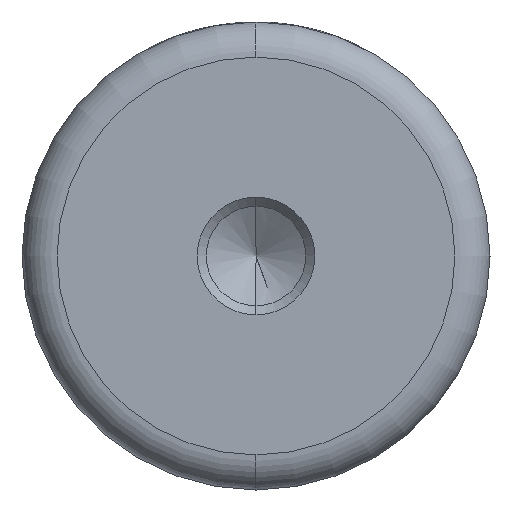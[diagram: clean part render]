
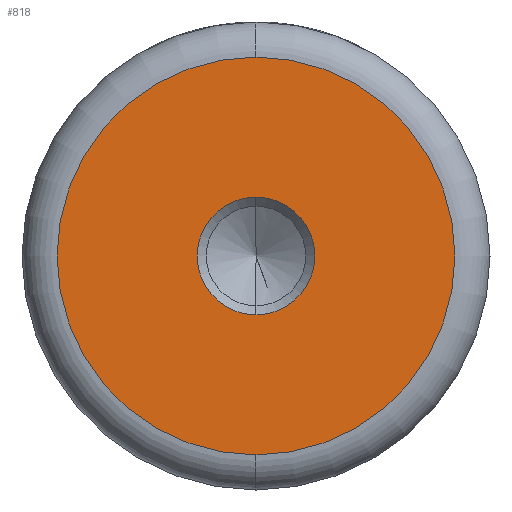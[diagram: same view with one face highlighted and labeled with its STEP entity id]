
A CAD part, left-side view. The second image highlights one B-rep face of the part: STEP entity #818.
In plain terms, the highlighted planar face has unit normal (-1, 0, 0).
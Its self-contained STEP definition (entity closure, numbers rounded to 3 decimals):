
#75 = ORIENTED_EDGE ( 'NONE', *, *, #995, .T. ) ;
#77 = CARTESIAN_POINT ( 'NONE',  ( 0., 0., 0. ) ) ;
#84 = DIRECTION ( 'NONE',  ( -1., 0., 0. ) ) ;
#91 = EDGE_LOOP ( 'NONE', ( #75, #726 ) ) ;
#131 = CARTESIAN_POINT ( 'NONE',  ( 0., 0., -17. ) ) ;
#175 = EDGE_CURVE ( 'NONE', #714, #904, #1164, .T. ) ;
#197 = DIRECTION ( 'NONE',  ( 0., 0., 1. ) ) ;
#219 = AXIS2_PLACEMENT_3D ( 'NONE', #535, #1306, #646 ) ;
#249 = EDGE_LOOP ( 'NONE', ( #602, #1249 ) ) ;
#280 = CIRCLE ( 'NONE', #219, 17. ) ;
#316 = CIRCLE ( 'NONE', #452, 17. ) ;
#332 = CARTESIAN_POINT ( 'NONE',  ( 0., 0., 0. ) ) ;
#350 = CARTESIAN_POINT ( 'NONE',  ( 0., 0., -5.025 ) ) ;
#439 = DIRECTION ( 'NONE',  ( 0., 0., 1. ) ) ;
#452 = AXIS2_PLACEMENT_3D ( 'NONE', #77, #864, #197 ) ;
#463 = FACE_OUTER_BOUND ( 'NONE', #91, .T. ) ;
#475 = CIRCLE ( 'NONE', #1035, 5.025 ) ;
#486 = CARTESIAN_POINT ( 'NONE',  ( 0., 0., 17. ) ) ;
#535 = CARTESIAN_POINT ( 'NONE',  ( 0., 0., 0. ) ) ;
#569 = DIRECTION ( 'NONE',  ( -1., 0., 0. ) ) ;
#602 = ORIENTED_EDGE ( 'NONE', *, *, #175, .F. ) ;
#646 = DIRECTION ( 'NONE',  ( 0., 0., 1. ) ) ;
#714 = VERTEX_POINT ( 'NONE', #957 ) ;
#726 = ORIENTED_EDGE ( 'NONE', *, *, #982, .T. ) ;
#818 = ADVANCED_FACE ( 'NONE', ( #1294, #463 ), #1206, .T. ) ;
#864 = DIRECTION ( 'NONE',  ( -1., 0., 0. ) ) ;
#875 = DIRECTION ( 'NONE',  ( 0., 0., 1. ) ) ;
#904 = VERTEX_POINT ( 'NONE', #350 ) ;
#957 = CARTESIAN_POINT ( 'NONE',  ( 0., 0., 5.025 ) ) ;
#982 = EDGE_CURVE ( 'NONE', #1440, #1455, #280, .T. ) ;
#995 = EDGE_CURVE ( 'NONE', #1455, #1440, #316, .T. ) ;
#1035 = AXIS2_PLACEMENT_3D ( 'NONE', #1227, #569, #1341 ) ;
#1059 = AXIS2_PLACEMENT_3D ( 'NONE', #1093, #84, #875 ) ;
#1093 = CARTESIAN_POINT ( 'NONE',  ( 0., 0., 0. ) ) ;
#1095 = DIRECTION ( 'NONE',  ( -1., 0., 0. ) ) ;
#1135 = EDGE_CURVE ( 'NONE', #904, #714, #475, .T. ) ;
#1164 = CIRCLE ( 'NONE', #1331, 5.025 ) ;
#1206 = PLANE ( 'NONE',  #1059 ) ;
#1227 = CARTESIAN_POINT ( 'NONE',  ( 0., 0., 0. ) ) ;
#1249 = ORIENTED_EDGE ( 'NONE', *, *, #1135, .F. ) ;
#1294 = FACE_BOUND ( 'NONE', #249, .T. ) ;
#1306 = DIRECTION ( 'NONE',  ( -1., 0., 0. ) ) ;
#1331 = AXIS2_PLACEMENT_3D ( 'NONE', #332, #1095, #439 ) ;
#1341 = DIRECTION ( 'NONE',  ( 0., 0., 1. ) ) ;
#1440 = VERTEX_POINT ( 'NONE', #131 ) ;
#1455 = VERTEX_POINT ( 'NONE', #486 ) ;
